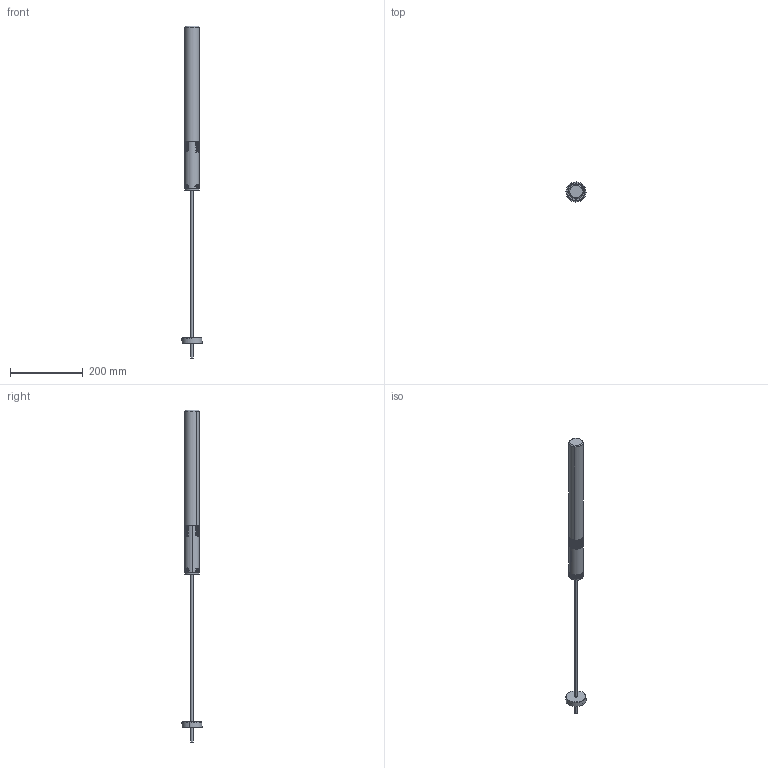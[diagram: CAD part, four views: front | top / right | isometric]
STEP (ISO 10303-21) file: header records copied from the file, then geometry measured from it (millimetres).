
FILE_DESCRIPTION (( 'STEP AP214' ), '1' );
FILE_NAME ('Arevik Pendant.STEP', '2019-02-20T12:42:55', ( '' ), ( '' ), 'SwSTEP 2.0', 'SolidWorks 2018', '' );
FILE_SCHEMA (( 'AUTOMOTIVE_DESIGN' ));
Length unit declared in the file: millimetre
Products named in the file (7): Cable; Plaxy  - 12pd2001013-01-01; Arevik Pendant; Pendant Pipe  - 12pd2001013-06-01; Cap40  - 12pd2001013-05-01; LampHolder  - 12pd2001013-07-01; LampHolder Coupling  - 12pd2001013-08-01
Assembly tree (6 placements, depth 2):
  Arevik Pendant
    Pendant Pipe  - 12pd2001013-06-01
    Plaxy  - 12pd2001013-01-01
    Cap40  - 12pd2001013-05-01
    LampHolder  - 12pd2001013-07-01
    LampHolder Coupling  - 12pd2001013-08-01
    Cable
Bounding box: 55.03 x 54.99 x 911.41 mm (x, y, z)
Volume: 488405.7 mm3; surface area: 113131.1 mm2
Topology: 6 solids, 6 shells, 364 faces, 1019 edges, 671 vertices
Faces by surface type: cylinder 311, plane 27, bspline 18, torus 6, cone 2
Entity records: 27446 total; most frequent: CARTESIAN_POINT 19561, ORIENTED_EDGE 2038, DIRECTION 1207, EDGE_CURVE 1019, VERTEX_POINT 671, AXIS2_PLACEMENT_3D 433, EDGE_LOOP 380, FACE_OUTER_BOUND 364
